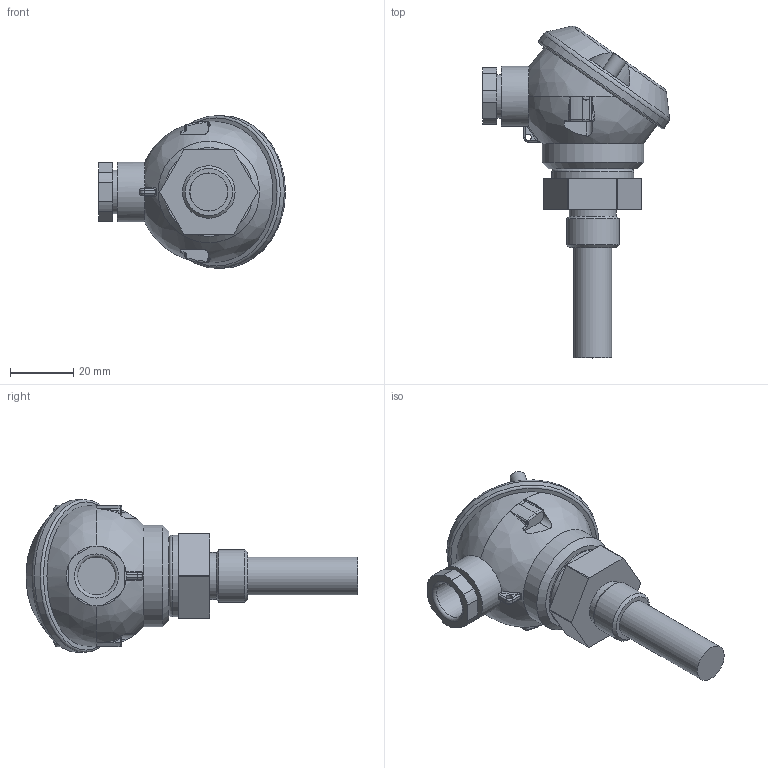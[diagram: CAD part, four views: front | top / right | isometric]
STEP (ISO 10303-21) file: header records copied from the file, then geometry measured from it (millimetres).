
FILE_DESCRIPTION(/* description */ (''),/* implementation_level */ '2;1');
FILE_NAME(/* name */ 'KA0828_Shrinkwrap_1.stp',/* time_stamp */ '2021-10-25T08:40:27+02:00',/* author */ ('Krieger Anja'),/* organization */ (''),/* preprocessor_version */ 'ST-DEVELOPER v18.1',/* originating_system */ 'Autodesk Inventor 2021',/* authorisation */ '');
FILE_SCHEMA (('AUTOMOTIVE_DESIGN { 1 0 10303 214 3 1 1 }'));
Length unit declared in the file: millimetre
Products named in the file (1): KA0828_Shrinkwrap_1
Bounding box: 59.32 x 105.33 x 48.5 mm (x, y, z)
Volume: 66157.6 mm3; surface area: 14063.1 mm2
Topology: 1 solids, 1 shells, 154 faces, 385 edges, 240 vertices
Faces by surface type: plane 63, cylinder 51, bspline 20, torus 14, cone 4, sphere 2
Full cylindrical faces by diameter (mm): 2 x1, 5 x2, 12 x2, 12.1 x1, 13.8 x1, 14.95 x1, 16.662 x1, 19 x1, 26 x1, 32.2 x1, 48.5 x1
Entity records: 5743 total; most frequent: CARTESIAN_POINT 1933, ORIENTED_EDGE 766, DIRECTION 738, EDGE_CURVE 383, AXIS2_PLACEMENT_3D 299, VERTEX_POINT 240, EDGE_LOOP 166, CIRCLE 163
